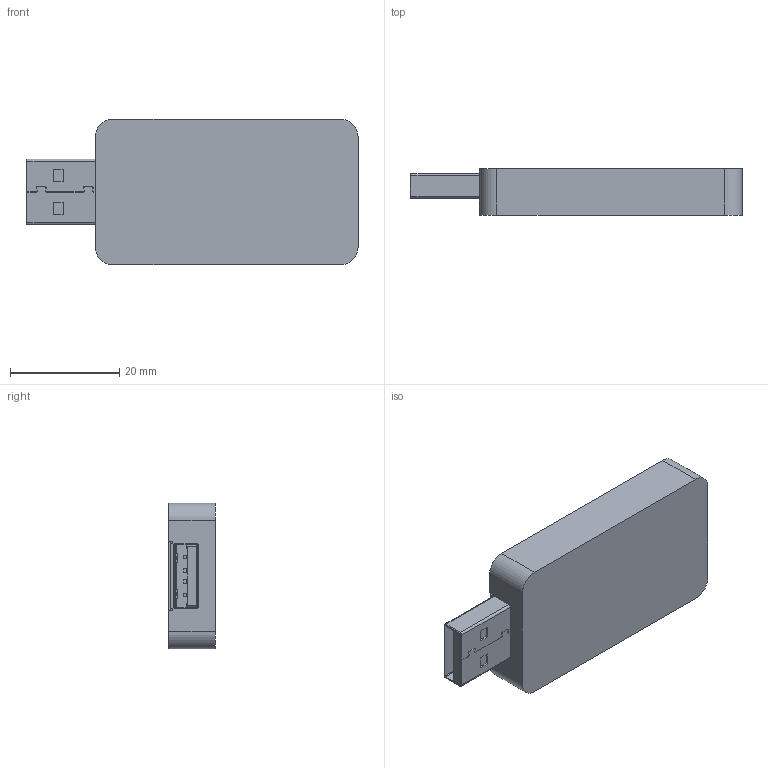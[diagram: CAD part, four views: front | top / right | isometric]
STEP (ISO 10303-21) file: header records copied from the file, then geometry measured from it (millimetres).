
FILE_DESCRIPTION(/* description */ (''),/* implementation_level */ '2;1');
FILE_NAME(/* name */ 'USB220.stp',/* time_stamp */ '2019-03-29T11:51:27-07:00',/* author */ ('sean'),/* organization */ (''),/* preprocessor_version */ 'ST-DEVELOPER v16.13',/* originating_system */ 'Autodesk Inventor 2018',/* authorisation */ '');
FILE_SCHEMA (('AUTOMOTIVE_DESIGN { 1 0 10303 214 3 1 1 }'));
Length unit declared in the file: inch
Products named in the file (1): Assembly2_Shrinkwrap_1
Bounding box: 60.72 x 8.51 x 26.67 mm (x, y, z)
Volume: 10898.9 mm3; surface area: 5169.5 mm2
Topology: 1 solids, 1 shells, 245 faces, 674 edges, 440 vertices
Faces by surface type: plane 174, cylinder 59, bspline 8, cone 4
Full cylindrical faces by diameter (mm): 2.54 x3
Entity records: 7995 total; most frequent: CARTESIAN_POINT 1549, ORIENTED_EDGE 1342, DIRECTION 1285, EDGE_CURVE 671, LINE 533, VECTOR 533, VERTEX_POINT 440, AXIS2_PLACEMENT_3D 376
